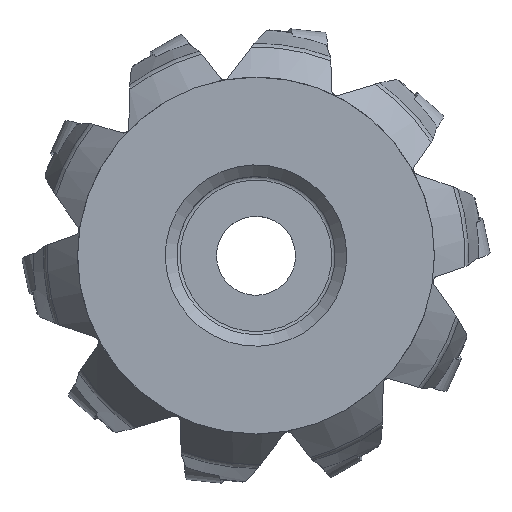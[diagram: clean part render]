
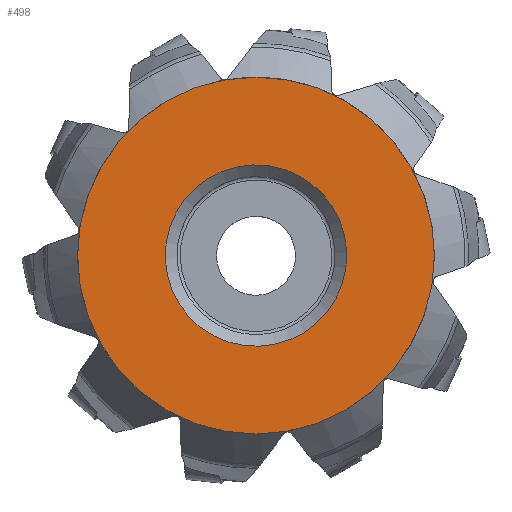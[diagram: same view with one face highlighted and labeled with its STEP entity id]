
A CAD part, top view. The second image highlights one B-rep face of the part: STEP entity #498.
In plain terms, the highlighted planar face has unit normal (0, 0, 1).
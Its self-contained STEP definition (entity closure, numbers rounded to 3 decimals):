
#212=FACE_BOUND('',#820,.T.);
#213=FACE_BOUND('',#821,.T.);
#245=PLANE('',#2954);
#498=ADVANCED_FACE('',(#212,#213),#245,.T.);
#820=EDGE_LOOP('',(#1536));
#821=EDGE_LOOP('',(#1537));
#1536=ORIENTED_EDGE('',*,*,#2451,.F.);
#1537=ORIENTED_EDGE('',*,*,#2444,.F.);
#2101=VERTEX_POINT('',#5472);
#2108=VERTEX_POINT('',#5493);
#2444=EDGE_CURVE('',#2101,#2101,#2593,.T.);
#2451=EDGE_CURVE('',#2108,#2108,#2600,.T.);
#2593=CIRCLE('',#2918,30.5);
#2600=CIRCLE('',#2932,15.505);
#2918=AXIS2_PLACEMENT_3D('',#5471,#3391,#3392);
#2932=AXIS2_PLACEMENT_3D('',#5492,#3419,#3420);
#2954=AXIS2_PLACEMENT_3D('',#5525,#3463,#3464);
#3391=DIRECTION('',(0.,0.,-1.));
#3392=DIRECTION('',(1.,0.,0.));
#3419=DIRECTION('',(0.,0.,1.));
#3420=DIRECTION('',(-0.208,0.978,0.));
#3463=DIRECTION('',(0.,0.,1.));
#3464=DIRECTION('',(-0.208,0.978,0.));
#5471=CARTESIAN_POINT('',(0.,0.,0.));
#5472=CARTESIAN_POINT('',(30.5,0.,0.));
#5492=CARTESIAN_POINT('',(0.,0.,0.));
#5493=CARTESIAN_POINT('',(-3.224,15.166,0.));
#5525=CARTESIAN_POINT('',(-30.5,0.,0.));
